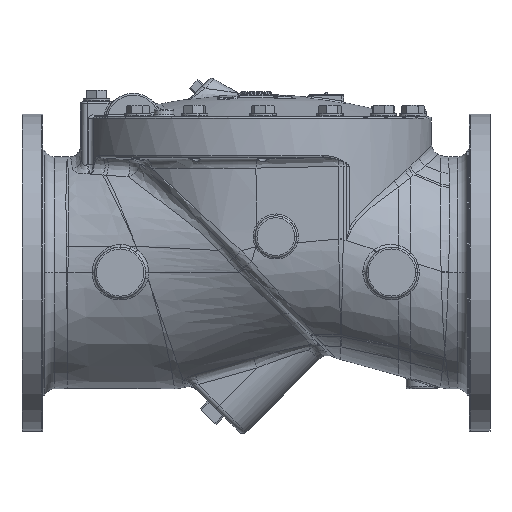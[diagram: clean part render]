
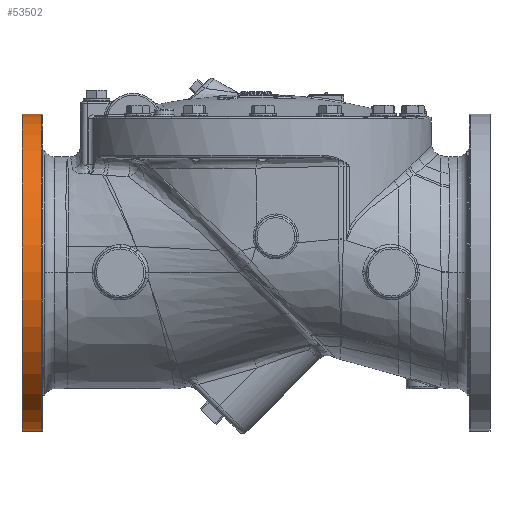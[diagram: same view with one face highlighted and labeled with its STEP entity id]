
A CAD part, top view. The second image highlights one B-rep face of the part: STEP entity #53502.
In plain terms, the highlighted cylindrical face has radius 266.7 mm (diameter 533.4 mm), a partial arc.
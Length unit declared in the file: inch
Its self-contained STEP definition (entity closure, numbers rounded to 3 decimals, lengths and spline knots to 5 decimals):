
#22689=DIRECTION('',(-1.,0.,0.));
#22690=VECTOR('',#22689,1.31466);
#22691=CARTESIAN_POINT('',(-14.18534,-10.5,0.));
#22692=LINE('',#22691,#22690);
#22698=DIRECTION('',(-1.,0.,0.));
#22699=VECTOR('',#22698,1.31466);
#22700=CARTESIAN_POINT('',(-14.18534,10.5,0.));
#22701=LINE('',#22700,#22699);
#22822=CARTESIAN_POINT('',(-15.5,0.,0.));
#22823=DIRECTION('',(1.,0.,0.));
#22824=DIRECTION('',(0.,1.,0.));
#22825=AXIS2_PLACEMENT_3D('',#22822,#22823,#22824);
#22827=CARTESIAN_POINT('',(-14.18534,0.,0.));
#22828=DIRECTION('',(-1.,0.,0.));
#22829=DIRECTION('',(0.,-1.,0.));
#22830=AXIS2_PLACEMENT_3D('',#22827,#22828,#22829);
#27055=CARTESIAN_POINT('',(-14.18534,10.5,0.));
#27056=CARTESIAN_POINT('',(-14.18534,-10.5,0.));
#27057=VERTEX_POINT('',#27055);
#27058=VERTEX_POINT('',#27056);
#27063=CARTESIAN_POINT('',(-15.5,10.5,0.));
#27064=CARTESIAN_POINT('',(-15.5,-10.5,0.));
#27065=VERTEX_POINT('',#27063);
#27066=VERTEX_POINT('',#27064);
#53491=CARTESIAN_POINT('',(-17.325,0.,0.));
#53492=DIRECTION('',(1.,0.,0.));
#53493=DIRECTION('',(0.,-1.,0.));
#53494=AXIS2_PLACEMENT_3D('',#53491,#53492,#53493);
#53495=CYLINDRICAL_SURFACE('',#53494,10.5);
#53496=ORIENTED_EDGE('',*,*,#53413,.F.);
#53497=ORIENTED_EDGE('',*,*,#53403,.F.);
#53498=ORIENTED_EDGE('',*,*,#53373,.F.);
#53499=ORIENTED_EDGE('',*,*,#53400,.T.);
#53500=EDGE_LOOP('',(#53496,#53497,#53498,#53499));
#53501=FACE_OUTER_BOUND('',#53500,.F.);
#53502=ADVANCED_FACE('',(#53501),#53495,.T.);
#22826=CIRCLE('',#22825,10.5);
#22831=CIRCLE('',#22830,10.5);
#53373=EDGE_CURVE('',#27058,#27057,#22831,.T.);
#53400=EDGE_CURVE('',#27058,#27066,#22692,.T.);
#53403=EDGE_CURVE('',#27057,#27065,#22701,.T.);
#53413=EDGE_CURVE('',#27065,#27066,#22826,.T.);
